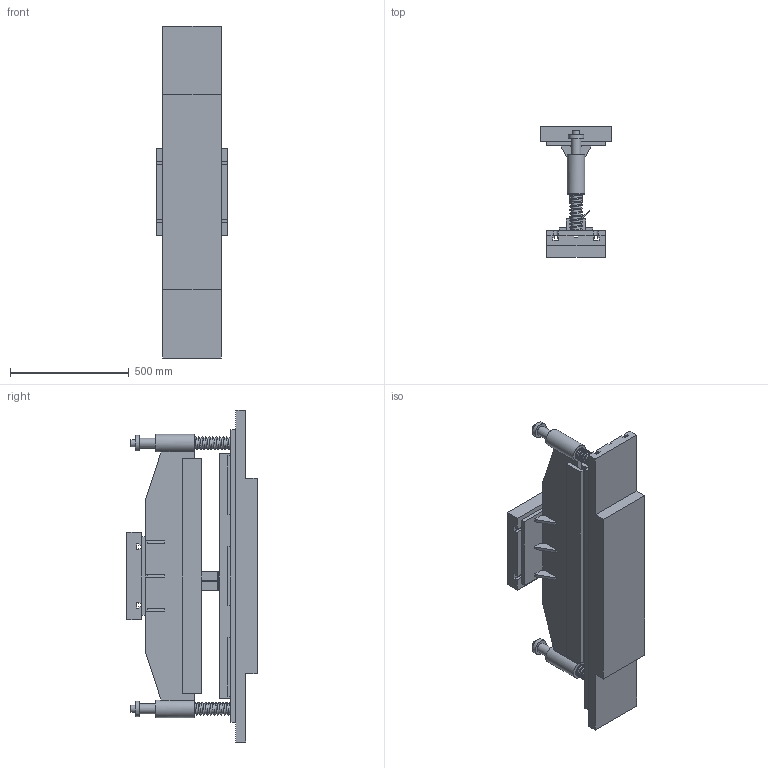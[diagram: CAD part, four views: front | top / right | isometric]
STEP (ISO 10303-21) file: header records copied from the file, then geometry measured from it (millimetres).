
FILE_DESCRIPTION(('FreeCAD Model'),'2;1');
FILE_NAME('Open CASCADE Shape Model','2025-05-09T19:11:58',('FreeCAD'),( 'FreeCAD'),'Open CASCADE STEP processor 7.6','FreeCAD','Unknown');
FILE_SCHEMA(('AUTOMOTIVE_DESIGN { 1 0 10303 214 1 1 1 1 }'));
Products named in the file (1): Open CASCADE STEP translator 7.6 1
Bounding box: 296 x 549.24 x 1397.76 mm (x, y, z)
Volume: 50876550.9 mm3; surface area: 4070849.1 mm2
Topology: 51 solids, 51 shells, 646 faces, 1409 edges, 910 vertices
Faces by surface type: bspline 646
Entity records: 37710 total; most frequent: CARTESIAN_POINT 28961, ORIENTED_EDGE 2774, EDGE_CURVE 1387, B_SPLINE_CURVE_WITH_KNOTS 931, VERTEX_POINT 910, FACE_BOUND 769, EDGE_LOOP 769, ADVANCED_FACE 646
